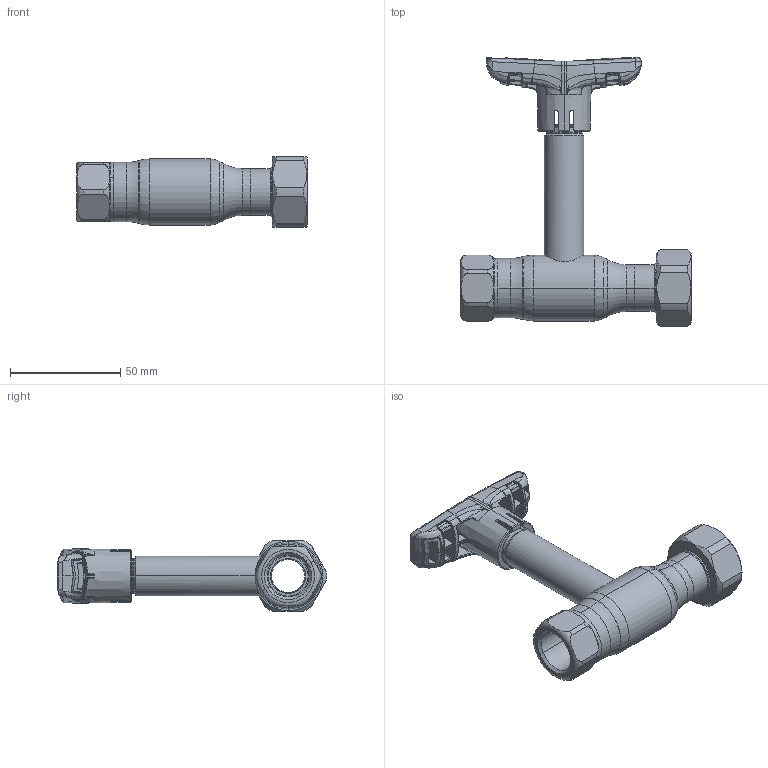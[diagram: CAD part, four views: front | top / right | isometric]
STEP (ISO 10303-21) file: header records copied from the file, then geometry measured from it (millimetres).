
FILE_DESCRIPTION (( 'STEP AP214' ), '1' );
FILE_NAME ('1015002201-1400.step', '2024-01-16T11:16:12', ( '' ), ( '' ), 'SwSTEP 2.0', 'SolidWorks 2021', '' );
FILE_SCHEMA (( 'AUTOMOTIVE_DESIGN' ));
Length unit declared in the file: millimetre
Products named in the file (1): 1015002201-1400
Bounding box: 104.8 x 122.18 x 32 mm (x, y, z)
Surface area: 26720.6 mm2 (no closed solid volume)
Topology: 0 solids, 10 shells, 731 faces, 2100 edges, 1310 vertices
Faces by surface type: bspline 543, plane 62, cylinder 54, torus 39, cone 29, sphere 4
Entity records: 55015 total; most frequent: CARTESIAN_POINT 32705, ORIENTED_EDGE 3709, EDGE_CURVE 2090, DIRECTION 1574, B_SPLINE_CURVE_WITH_KNOTS 1398, VERTEX_POINT 1306, EDGE_LOOP 742, UNCERTAINTY_MEASURE_WITH_UNIT 733
